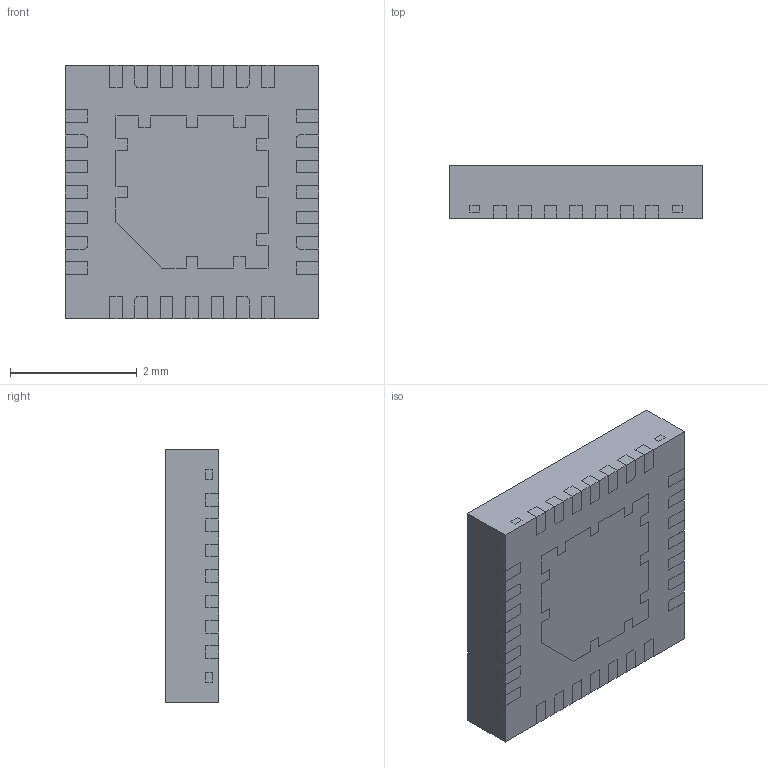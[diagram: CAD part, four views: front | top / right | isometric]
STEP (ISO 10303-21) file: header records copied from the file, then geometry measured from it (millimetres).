
FILE_DESCRIPTION (( 'STEP AP214' ), '1' );
FILE_NAME ('4x4_28_4.STEP', '2013-08-15T16:44:18', ( 'sw2011vm-Admin' ), ( '' ), 'SwSTEP 2.0', 'SolidWorks 2012', '' );
FILE_SCHEMA (( 'AUTOMOTIVE_DESIGN' ));
Length unit declared in the file: millimetre
Products named in the file (1): 4x4_28_4
Bounding box: 4 x 0.84 x 4 mm (x, y, z)
Volume: 5.3 mm3; surface area: 115.3 mm2
Topology: 88 solids, 88 shells, 1195 faces, 3153 edges, 2070 vertices
Faces by surface type: plane 1195
Entity records: 37459 total; most frequent: CARTESIAN_POINT 6419, ORIENTED_EDGE 6306, DIRECTION 5545, LINE 3153, VECTOR 3153, EDGE_CURVE 3153, VERTEX_POINT 2070, EDGE_LOOP 1205
